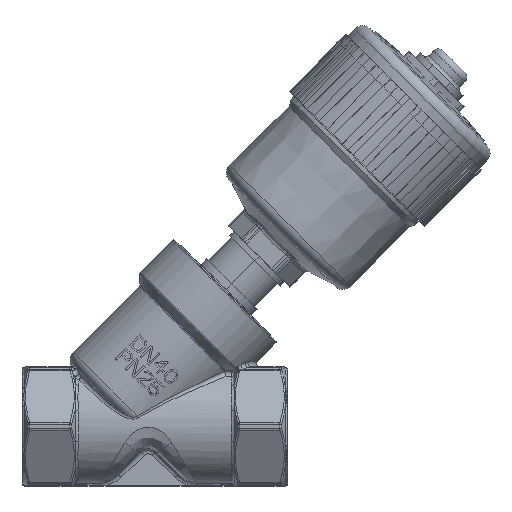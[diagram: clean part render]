
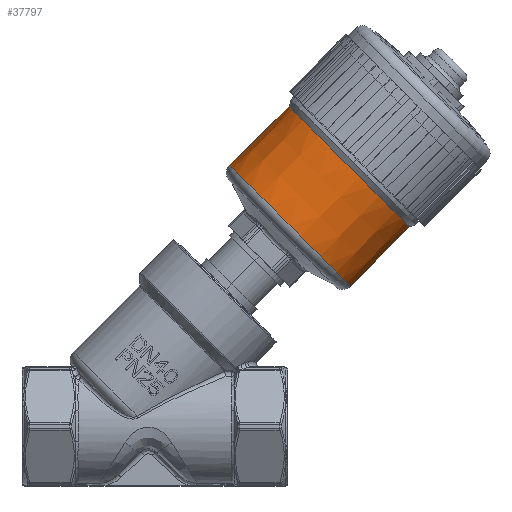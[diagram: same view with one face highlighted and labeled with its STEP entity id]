
A CAD part, top view. The second image highlights one B-rep face of the part: STEP entity #37797.
In plain terms, the highlighted conical face has half-angle 0.555 degrees and reference radius 39.304 mm.
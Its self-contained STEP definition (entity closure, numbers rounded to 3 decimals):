
#34149=DIRECTION('',(0.01,0.,1.));
#34150=VECTOR('',#34149,38.512);
#34151=CARTESIAN_POINT('',(39.118,0.,
-58.66));
#34152=LINE('',#34151,#34150);
#34187=DIRECTION('',(0.01,0.,-1.));
#34188=VECTOR('',#34187,38.512);
#34189=CARTESIAN_POINT('',(-39.491,0.,
-20.15));
#34190=LINE('',#34189,#34188);
#34348=CARTESIAN_POINT('',(0.,0.,-58.66));
#34349=DIRECTION('',(0.,0.,1.));
#34350=DIRECTION('',(-1.,0.,0.));
#34351=AXIS2_PLACEMENT_3D('',#34348,#34349,#34350);
#34361=CARTESIAN_POINT('',(0.,0.,-20.15));
#34362=DIRECTION('',(0.,0.,-1.));
#34363=DIRECTION('',(1.,0.,0.));
#34364=AXIS2_PLACEMENT_3D('',#34361,#34362,#34363);
#35422=CARTESIAN_POINT('',(39.491,0.,-20.15));
#35423=CARTESIAN_POINT('',(-39.491,0.,
-20.15));
#35424=VERTEX_POINT('',#35422);
#35425=VERTEX_POINT('',#35423);
#35430=CARTESIAN_POINT('',(-39.118,0.,
-58.66));
#35431=CARTESIAN_POINT('',(39.118,0.,
-58.66));
#35432=VERTEX_POINT('',#35430);
#35433=VERTEX_POINT('',#35431);
#37785=CARTESIAN_POINT('',(0.,0.,-39.405));
#37786=DIRECTION('',(0.,0.,1.));
#37787=DIRECTION('',(-1.,0.,0.));
#37788=AXIS2_PLACEMENT_3D('',#37785,#37786,#37787);
#37789=CONICAL_SURFACE('',#37788,39.304,0.555);
#37790=ORIENTED_EDGE('',*,*,#37752,.F.);
#37791=ORIENTED_EDGE('',*,*,#37475,.F.);
#37793=ORIENTED_EDGE('',*,*,#37792,.F.);
#37794=ORIENTED_EDGE('',*,*,#37463,.F.);
#37795=EDGE_LOOP('',(#37790,#37791,#37793,#37794));
#37796=FACE_OUTER_BOUND('',#37795,.F.);
#37797=ADVANCED_FACE('',(#37796),#37789,.T.);
#34352=CIRCLE('',#34351,39.118);
#34365=CIRCLE('',#34364,39.491);
#37463=EDGE_CURVE('',#35433,#35424,#34152,.T.);
#37475=EDGE_CURVE('',#35425,#35432,#34190,.T.);
#37752=EDGE_CURVE('',#35432,#35433,#34352,.T.);
#37792=EDGE_CURVE('',#35424,#35425,#34365,.T.);
